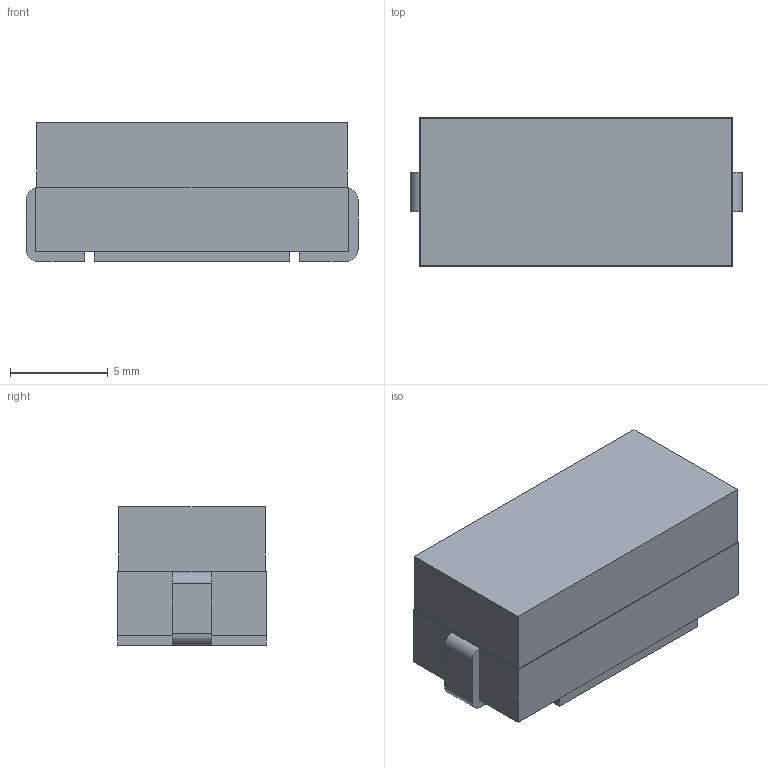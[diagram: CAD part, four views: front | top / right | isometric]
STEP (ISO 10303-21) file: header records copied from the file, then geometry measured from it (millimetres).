
FILE_DESCRIPTION((''),'2;1');
FILE_NAME('RES_TYCO_SM_5.stp','2014-10-21T15:54:03',(''),(''),'Mechanical Desktop 2011','Mechanical Desktop 2011',', , ');
FILE_SCHEMA(('AUTOMOTIVE_DESIGN { 1 2 10303 214 1 1 1 1 }'));
Length unit declared in the file: millimetre
Products named in the file (1): Product
Bounding box: 17 x 7.6 x 7.1 mm (x, y, z)
Volume: 844.7 mm3; surface area: 1025.2 mm2
Topology: 5 solids, 5 shells, 38 faces, 86 edges, 60 vertices
Faces by surface type: plane 19, bspline 16, cylinder 3
Entity records: 1137 total; most frequent: CARTESIAN_POINT 261, ORIENTED_EDGE 168, DIRECTION 144, EDGE_CURVE 84, VECTOR 74, LINE 74, VERTEX_POINT 56, EDGE_LOOP 38
